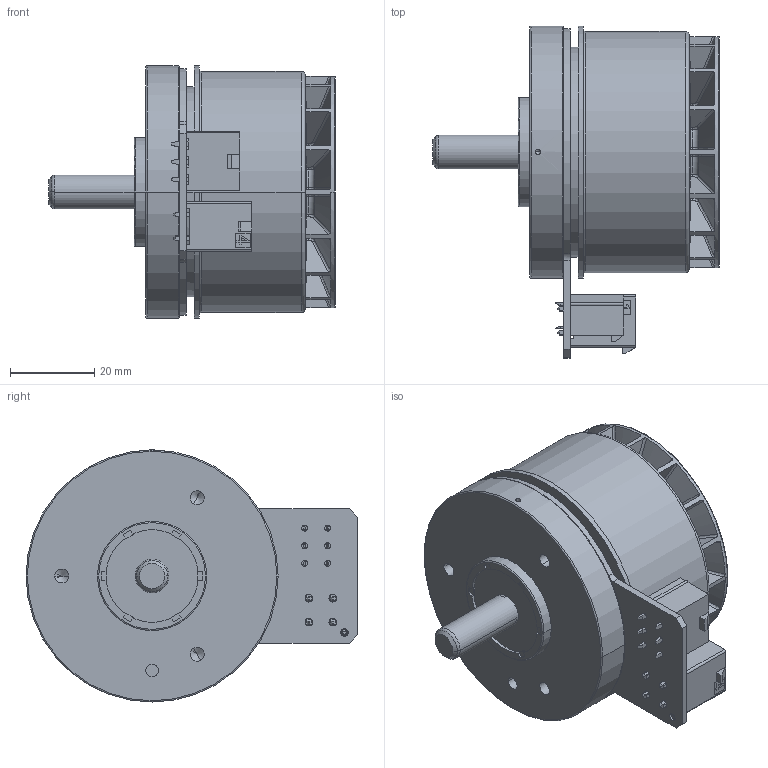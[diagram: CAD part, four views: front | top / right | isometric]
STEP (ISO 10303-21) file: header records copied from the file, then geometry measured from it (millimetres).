
FILE_DESCRIPTION((''),'2;1');
FILE_NAME('5145532_SW0001','2019-02-25T',('mmagvisi'),(''),'CREO PARAMETRIC BY PTC INC, 2017300','CREO PARAMETRIC BY PTC INC, 2017300','');
FILE_SCHEMA(('CONFIG_CONTROL_DESIGN'));
Length unit declared in the file: millimetre
Products named in the file (1): 5145532_SW0001
Bounding box: 68.19 x 79 x 60 mm (x, y, z)
Volume: 108346.1 mm3; surface area: 25562 mm2
Topology: 1 solids, 1 shells, 904 faces, 2417 edges, 1566 vertices
Faces by surface type: plane 546, cylinder 232, bspline 64, torus 32, cone 30
Entity records: 42228 total; most frequent: CARTESIAN_POINT 8465, ORIENTED_EDGE 4818, DIRECTION 4459, PRESENTATION_STYLE_ASSIGNMENT 2947, STYLED_ITEM 2440, CURVE_STYLE 2409, EDGE_CURVE 2409, VECTOR 1587
